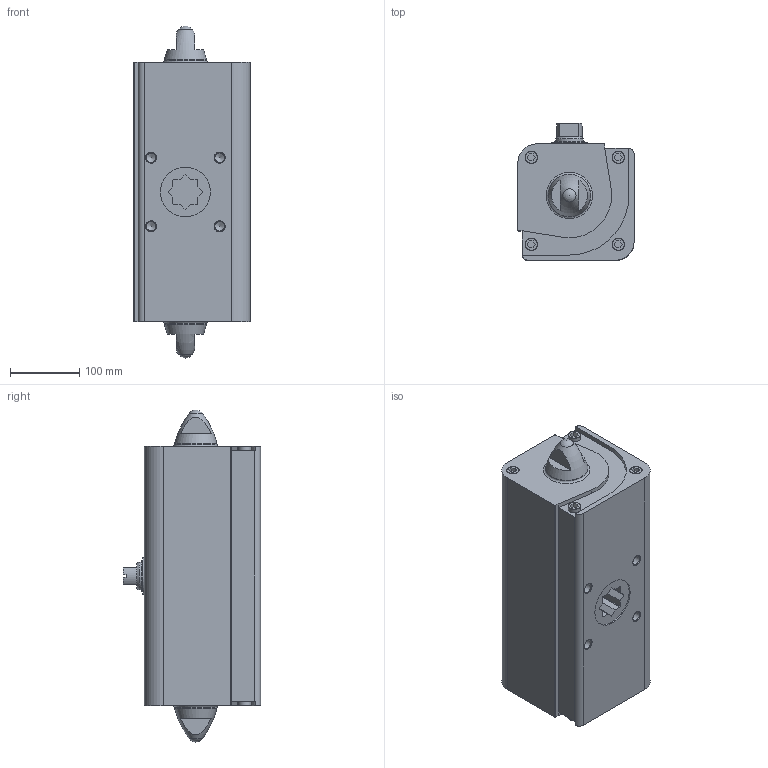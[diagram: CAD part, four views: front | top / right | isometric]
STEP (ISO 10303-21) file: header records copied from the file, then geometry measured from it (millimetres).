
FILE_DESCRIPTION(/* description */ ('STEP AP214'),/* implementation_level */ '2;1');
FILE_NAME(/* name */ '8030612_DAPS-0960-090-R-F14-T4',/* time_stamp */ '2024-08-13T17:37:36+02:00',/* author */ ('License CC BY-ND 4.0'),/* organization */ ('CADENAS'),/* preprocessor_version */ 'ST-DEVELOPER v19.3',/* originating_system */ 'PARTsolutions',/* authorisation */ ' ');
FILE_SCHEMA (('CONFIG_CONTROL_DESIGN','AUTOMOTIVE_DESIGN {1 0 10303 214 3 1 1}'));
Length unit declared in the file: millimetre
Products named in the file (3): 8030612 DAPS-0960-090-R-F14-T4---0; 8030612 DAPS-0960-090-R-F14-T4---(1); 8030612 DAPS-0960-090-R-F14-T4---(2)
Assembly tree (2 placements, depth 2):
  8030612 DAPS-0960-090-R-F14-T4---0
    8030612 DAPS-0960-090-R-F14-T4---(1)
    8030612 DAPS-0960-090-R-F14-T4---(2)
Bounding box: 168 x 198 x 479.4 mm (x, y, z)
Volume: 10238250.2 mm3; surface area: 396805.4 mm2
Topology: 2 solids, 2 shells, 235 faces, 583 edges, 374 vertices
Faces by surface type: plane 136, cylinder 51, cone 32, torus 14, sphere 2
Full cylindrical faces by diameter (mm): 4.134 x8, 4.917 x1, 11.445 x2, 13.835 x4, 18 x8, 40 x1, 44 x1, 53 x2, 72 x2
Entity records: 6406 total; most frequent: CARTESIAN_POINT 1133, DIRECTION 1092, ORIENTED_EDGE 938, EDGE_CURVE 469, AXIS2_PLACEMENT_3D 393, VERTEX_POINT 354, FACE_BOUND 353, EDGE_LOOP 338
